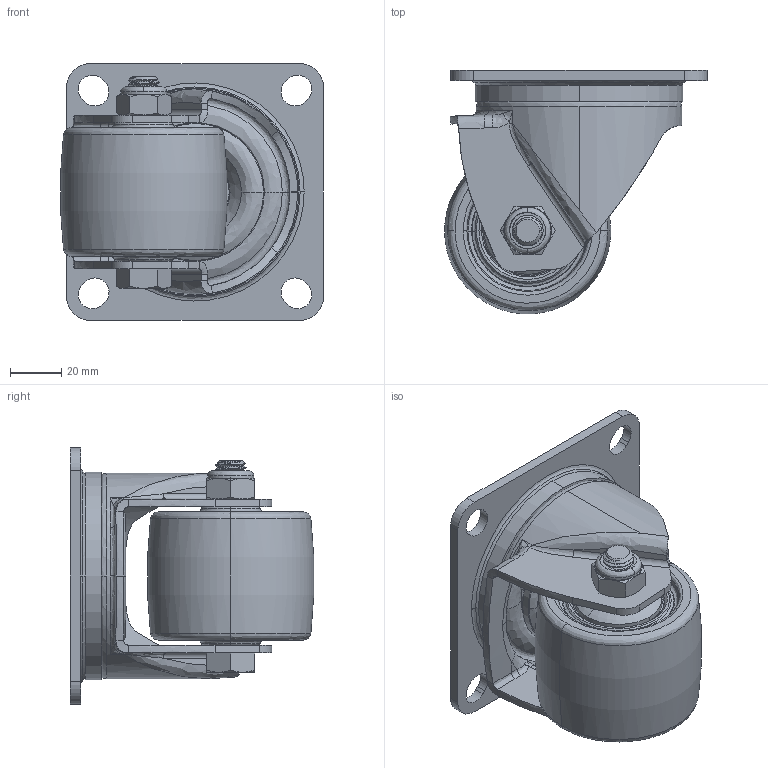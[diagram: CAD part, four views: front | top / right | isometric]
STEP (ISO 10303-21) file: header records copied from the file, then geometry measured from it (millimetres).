
FILE_DESCRIPTION (( 'STEP AP214' ), '1' );
FILE_NAME ('0042553.step', '2022-02-25T09:17:37', ( '' ), ( '' ), 'SwSTEP 2.0', 'SolidWorks 2020', '' );
FILE_SCHEMA (( 'AUTOMOTIVE_DESIGN' ));
Length unit declared in the file: millimetre
Products named in the file (1): 0042553
Bounding box: 102.36 x 94.86 x 100 mm (x, y, z)
Volume: 242143.4 mm3; surface area: 109198 mm2
Topology: 40 solids, 40 shells, 559 faces, 1438 edges, 894 vertices
Faces by surface type: bspline 197, cylinder 167, plane 129, cone 54, torus 12
Entity records: 35074 total; most frequent: CARTESIAN_POINT 18162, ORIENTED_EDGE 2690, DIRECTION 2196, EDGE_CURVE 1345, AXIS2_PLACEMENT_3D 919, VERTEX_POINT 894, EDGE_LOOP 633, FACE_OUTER_BOUND 559
